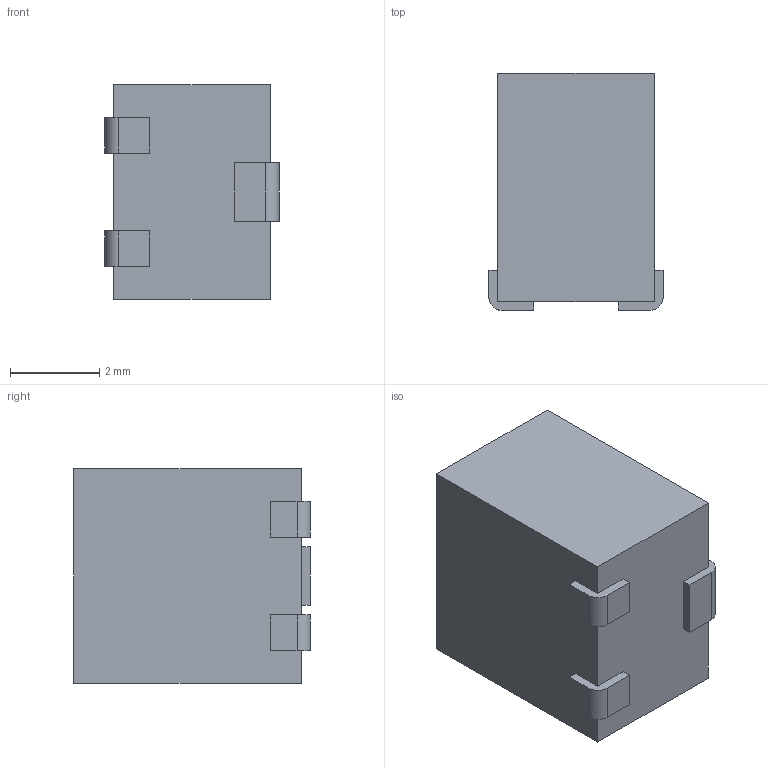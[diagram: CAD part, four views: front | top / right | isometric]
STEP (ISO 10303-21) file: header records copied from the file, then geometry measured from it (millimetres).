
FILE_DESCRIPTION (( 'STEP AP214' ), '1' );
FILE_NAME ('User Library-Bourns 3224W multiturn potentiometer x1.STEP', '2021-03-30T17:37:02', ( '' ), ( '' ), 'SwSTEP 2.0', 'SolidWorks 2020', '' );
FILE_SCHEMA (( 'AUTOMOTIVE_DESIGN' ));
Length unit declared in the file: millimetre
Products named in the file (1): User Library-Bourns 3224W multiturn potentiometer x1
Bounding box: 3.9 x 5.3 x 4.8 mm (x, y, z)
Volume: 86.1 mm3; surface area: 124.4 mm2
Topology: 1 solids, 1 shells, 34 faces, 89 edges, 58 vertices
Faces by surface type: plane 29, cylinder 5
Entity records: 1375 total; most frequent: CARTESIAN_POINT 182, ORIENTED_EDGE 178, DIRECTION 171, EDGE_CURVE 89, LINE 77, VECTOR 77, VERTEX_POINT 58, AXIS2_PLACEMENT_3D 47
